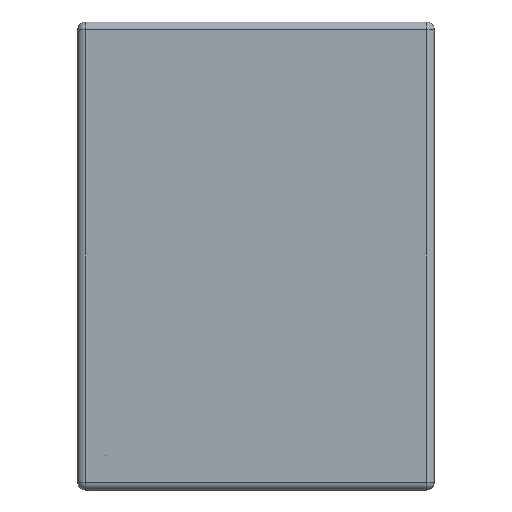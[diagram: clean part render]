
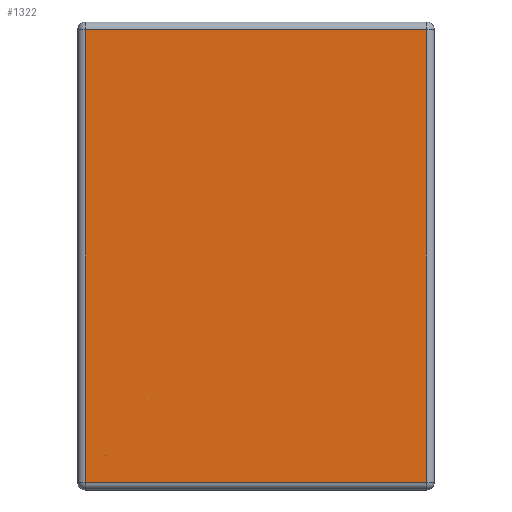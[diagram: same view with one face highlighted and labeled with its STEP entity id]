
A CAD part, front view. The second image highlights one B-rep face of the part: STEP entity #1322.
In plain terms, the highlighted planar face has unit normal (0, -1, 0).
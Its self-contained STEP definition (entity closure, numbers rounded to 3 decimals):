
#55 = CARTESIAN_POINT ( 'NONE',  ( -20.317, -18.466, 58. ) ) ;
#59 = AXIS2_PLACEMENT_3D ( 'NONE', #1302, #1404, #752 ) ;
#71 = VECTOR ( 'NONE', #400, 1000. ) ;
#101 = CARTESIAN_POINT ( 'NONE',  ( 23.683, -18.466, 58. ) ) ;
#113 = CARTESIAN_POINT ( 'NONE',  ( -19.317, -18.466, 58. ) ) ;
#129 = CARTESIAN_POINT ( 'NONE',  ( -19.317, -18.466, 1. ) ) ;
#165 = EDGE_LOOP ( 'NONE', ( #1508, #1405, #376, #201 ) ) ;
#187 = EDGE_CURVE ( 'NONE', #520, #1551, #265, .T. ) ;
#201 = ORIENTED_EDGE ( 'NONE', *, *, #704, .T. ) ;
#265 = LINE ( 'NONE', #295, #71 ) ;
#280 = EDGE_CURVE ( 'NONE', #1100, #1582, #1328, .T. ) ;
#295 = CARTESIAN_POINT ( 'NONE',  ( -19.317, -18.466, 4. ) ) ;
#310 = DIRECTION ( 'NONE',  ( 0., 0., 1. ) ) ;
#357 = VECTOR ( 'NONE', #1437, 1000. ) ;
#375 = FACE_OUTER_BOUND ( 'NONE', #165, .T. ) ;
#376 = ORIENTED_EDGE ( 'NONE', *, *, #280, .T. ) ;
#380 = LINE ( 'NONE', #1088, #1646 ) ;
#400 = DIRECTION ( 'NONE',  ( 0., 0., -1. ) ) ;
#439 = CARTESIAN_POINT ( 'NONE',  ( 23.683, -18.466, 4. ) ) ;
#520 = VERTEX_POINT ( 'NONE', #113 ) ;
#623 = VECTOR ( 'NONE', #310, 1000. ) ;
#704 = EDGE_CURVE ( 'NONE', #1582, #520, #817, .T. ) ;
#752 = DIRECTION ( 'NONE',  ( 0., 0., 1. ) ) ;
#817 = LINE ( 'NONE', #55, #357 ) ;
#1088 = CARTESIAN_POINT ( 'NONE',  ( -20.317, -18.466, 1. ) ) ;
#1100 = VERTEX_POINT ( 'NONE', #1277 ) ;
#1277 = CARTESIAN_POINT ( 'NONE',  ( 23.683, -18.466, 1. ) ) ;
#1302 = CARTESIAN_POINT ( 'NONE',  ( -20.317, -18.466, 4. ) ) ;
#1322 = ADVANCED_FACE ( 'NONE', ( #375 ), #1430, .F. ) ;
#1328 = LINE ( 'NONE', #439, #623 ) ;
#1404 = DIRECTION ( 'NONE',  ( 0., 1., 0. ) ) ;
#1405 = ORIENTED_EDGE ( 'NONE', *, *, #1587, .T. ) ;
#1430 = PLANE ( 'NONE',  #59 ) ;
#1437 = DIRECTION ( 'NONE',  ( -1., 0., 0. ) ) ;
#1479 = DIRECTION ( 'NONE',  ( 1., 0., 0. ) ) ;
#1508 = ORIENTED_EDGE ( 'NONE', *, *, #187, .T. ) ;
#1551 = VERTEX_POINT ( 'NONE', #129 ) ;
#1582 = VERTEX_POINT ( 'NONE', #101 ) ;
#1587 = EDGE_CURVE ( 'NONE', #1551, #1100, #380, .T. ) ;
#1646 = VECTOR ( 'NONE', #1479, 1000. ) ;
